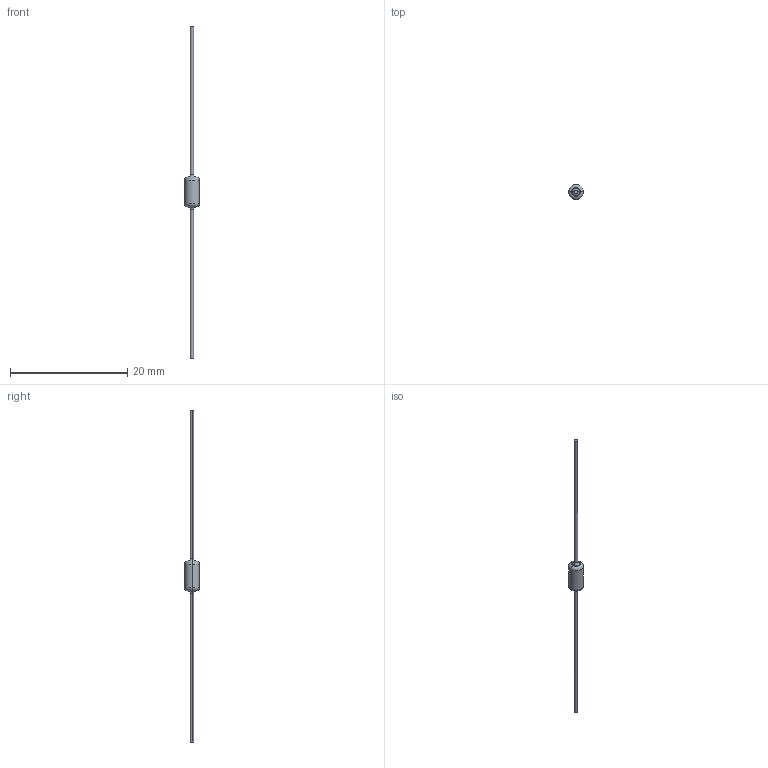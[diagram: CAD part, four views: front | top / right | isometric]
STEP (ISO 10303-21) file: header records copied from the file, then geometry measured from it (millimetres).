
FILE_DESCRIPTION (( 'STEP AP214' ), '1' );
FILE_NAME ('CCA_ACSTTAPE_C420_D2.54L5.08LL25.4F0.535.STEP', '2020-06-11T16:22:52', ( '' ), ( '' ), 'SwSTEP 2.0', 'SolidWorks 2014', '' );
FILE_SCHEMA (( 'AUTOMOTIVE_DESIGN' ));
Length unit declared in the file: millimetre
Products named in the file (1): CCA_ACSTTAPE_C420_D2.54L5.08LL25.4F0.535
Bounding box: 2.54 x 2.54 x 56.64 mm (x, y, z)
Volume: 36.7 mm3; surface area: 133.4 mm2
Topology: 1 solids, 1 shells, 74 faces, 193 edges, 126 vertices
Faces by surface type: bspline 31, plane 26, cylinder 9, torus 8
Entity records: 3198 total; most frequent: CARTESIAN_POINT 888, ORIENTED_EDGE 386, DIRECTION 196, EDGE_CURVE 193, VERTEX_POINT 126, B_SPLINE_CURVE_WITH_KNOTS 113, EDGE_LOOP 79, FACE_OUTER_BOUND 74
